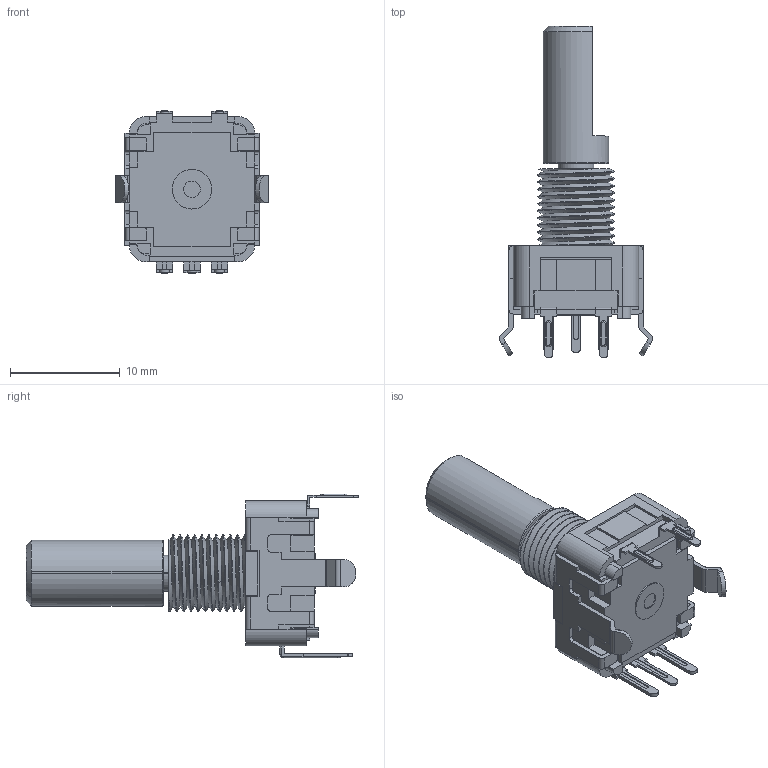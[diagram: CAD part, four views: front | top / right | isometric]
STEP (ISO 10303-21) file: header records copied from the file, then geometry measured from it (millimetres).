
FILE_DESCRIPTION(('STEP AP242'),'1');
FILE_NAME('pec11r-4020f-s0024.stp','2024-11-21T05:23:17',('TraceParts'),('TraceParts S.A.'),'Spatial InterOp 3D',' ',' ');
FILE_SCHEMA(('AP242_MANAGED_MODEL_BASED_3D_ENGINEERING_MIM_LF {1 0 10303 442 1 1 4}'));
Length unit declared in the file: millimetre
Products named in the file (1): pec11r-4020f-s0024
Bounding box: 14 x 30.2 x 14.9 mm (x, y, z)
Volume: 1372.1 mm3; surface area: 1682.8 mm2
Topology: 1 solids, 3 shells, 530 faces, 1449 edges, 942 vertices
Faces by surface type: plane 285, cylinder 199, torus 24, cone 14, bspline 7, extrusion 1
Entity records: 21619 total; most frequent: CARTESIAN_POINT 8027, ORIENTED_EDGE 2898, DIRECTION 2786, EDGE_CURVE 1449, VECTOR 970, LINE 969, VERTEX_POINT 942, AXIS2_PLACEMENT_3D 908
